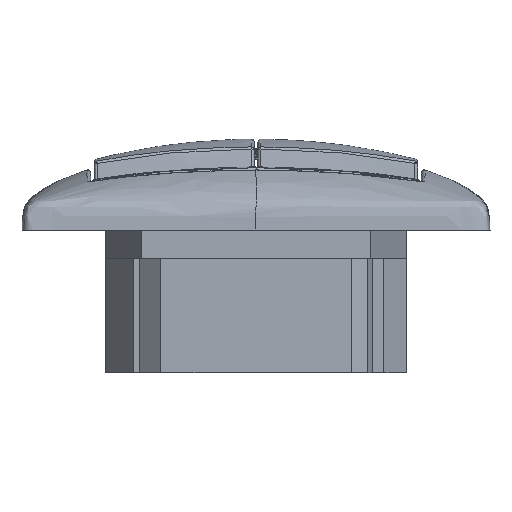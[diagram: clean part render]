
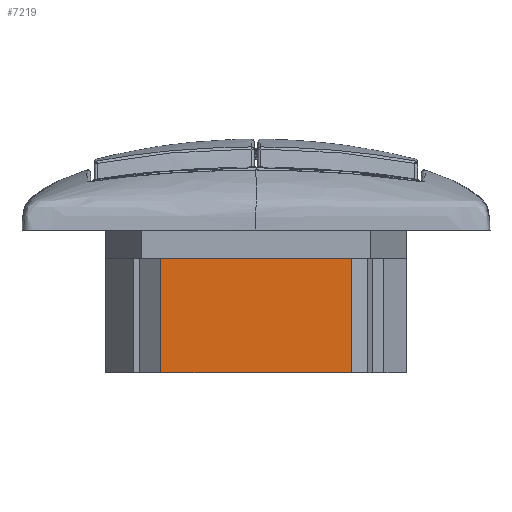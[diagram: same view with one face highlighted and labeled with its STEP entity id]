
A CAD part, left-side view. The second image highlights one B-rep face of the part: STEP entity #7219.
In plain terms, the highlighted planar face has unit normal (-1, 0, 0).
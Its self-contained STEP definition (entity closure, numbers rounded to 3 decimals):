
#7219=ADVANCED_FACE('',(#24058),#24060,.T.);
#24058=FACE_BOUND('',#24059,.T.);
#24059=EDGE_LOOP('',(#29932,#29933,#29934,#29935));
#24060=PLANE('',#24061);
#24061=AXIS2_PLACEMENT_3D('',#24062,#24063,#24064);
#24062=CARTESIAN_POINT('',(-26.588,-16.666,-11.));
#24063=DIRECTION('',(-1.,0.,0.));
#24064=DIRECTION('',(0.,1.,0.));
#29932=ORIENTED_EDGE('',*,*,#40266,.T.);
#29933=ORIENTED_EDGE('',*,*,#40289,.T.);
#29934=ORIENTED_EDGE('',*,*,#40248,.F.);
#29935=ORIENTED_EDGE('',*,*,#40288,.F.);
#40248=EDGE_CURVE('',#44704,#44706,#44707,.T.);
#40266=EDGE_CURVE('',#44739,#44737,#44740,.T.);
#40288=EDGE_CURVE('',#44739,#44704,#44766,.T.);
#40289=EDGE_CURVE('',#44737,#44706,#44767,.T.);
#44704=VERTEX_POINT('',#73689);
#44706=VERTEX_POINT('',#73693);
#44707=LINE('',#73694,#73695);
#44737=VERTEX_POINT('',#73758);
#44739=VERTEX_POINT('',#73762);
#44740=LINE('',#73763,#73764);
#44766=LINE('',#73833,#73834);
#44767=LINE('',#73836,#73837);
#73689=CARTESIAN_POINT('',(-26.588,-16.666,-31.));
#73693=CARTESIAN_POINT('',(-26.588,16.65,-31.));
#73694=CARTESIAN_POINT('',(-26.588,-16.666,-31.));
#73695=VECTOR('',#73696,1.);
#73696=DIRECTION('',(0.,1.,0.));
#73758=CARTESIAN_POINT('',(-26.588,16.65,-11.));
#73762=CARTESIAN_POINT('',(-26.588,-16.666,-11.));
#73763=CARTESIAN_POINT('',(-26.588,-16.666,-11.));
#73764=VECTOR('',#73765,1.);
#73765=DIRECTION('',(0.,1.,0.));
#73833=CARTESIAN_POINT('',(-26.588,-16.666,-11.));
#73834=VECTOR('',#73835,1.);
#73835=DIRECTION('',(0.,0.,-1.));
#73836=CARTESIAN_POINT('',(-26.588,16.65,-11.));
#73837=VECTOR('',#73838,1.);
#73838=DIRECTION('',(0.,0.,-1.));
